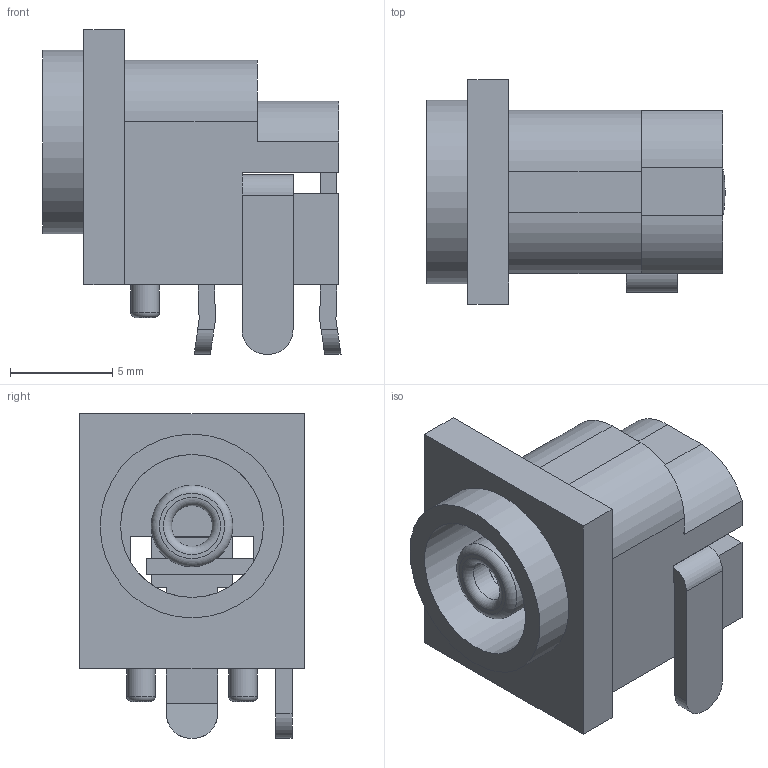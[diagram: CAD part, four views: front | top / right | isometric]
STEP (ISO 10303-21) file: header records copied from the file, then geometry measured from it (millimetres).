
FILE_DESCRIPTION(('for SolidWorks'),'2;1');
FILE_NAME('4840-2231.step', '2016-08-25T13:52:36',('Serg'),(''),'Open CASCADE STEP processor 6.6', 'DipTrace','Unknown');
FILE_SCHEMA(('AUTOMOTIVE_DESIGN { 1 0 10303 214 1 1 1 1 }'));
Length unit declared in the file: millimetre
Products named in the file (3): ASSEMBLY; 4840-2231; 4840-2231_001
Assembly tree (2 placements, depth 2):
  ASSEMBLY
    4840-2231
    4840-2231_001
Bounding box: 14.6 x 11 x 15.9 mm (x, y, z)
Volume: 764.2 mm3; surface area: 1564.4 mm2
Topology: 6 solids, 6 shells, 104 faces, 274 edges, 184 vertices
Faces by surface type: plane 78, cylinder 22, torus 4
Full cylindrical faces by diameter (mm): 1.4 x2, 2 x2, 4 x2, 7 x1, 9 x1
Entity records: 3310 total; most frequent: CARTESIAN_POINT 565, ORIENTED_EDGE 548, DIRECTION 542, EDGE_CURVE 274, LINE 220, VECTOR 220, VERTEX_POINT 184, AXIS2_PLACEMENT_3D 161
